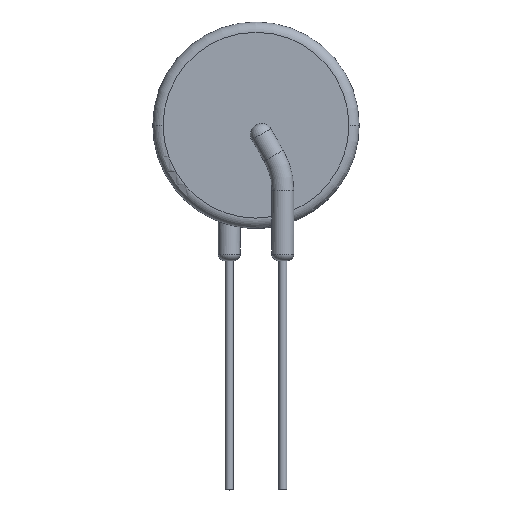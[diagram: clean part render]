
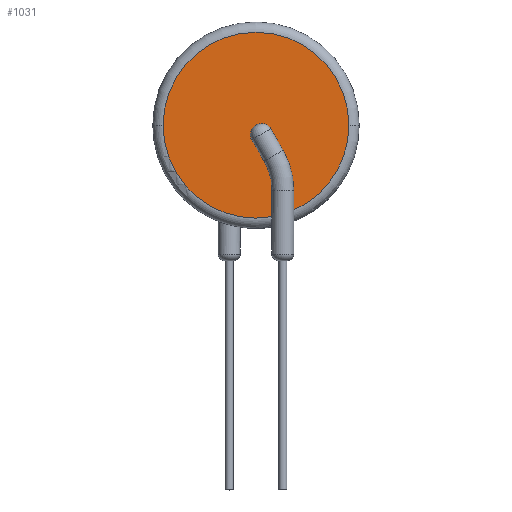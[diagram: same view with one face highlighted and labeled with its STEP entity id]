
A CAD part, top view. The second image highlights one B-rep face of the part: STEP entity #1031.
In plain terms, the highlighted planar face has unit normal (0, 0, 1).
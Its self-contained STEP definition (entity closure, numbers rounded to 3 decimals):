
#10 = ORIENTED_EDGE ( 'NONE', *, *, #367, .F. ) ;
#26 = CARTESIAN_POINT ( 'NONE',  ( 3.935, 20.709, 2. ) ) ;
#47 = ORIENTED_EDGE ( 'NONE', *, *, #1012, .F. ) ;
#58 = PLANE ( 'NONE',  #1079 ) ;
#59 = CIRCLE ( 'NONE', #908, 8.413 ) ;
#64 = CARTESIAN_POINT ( 'NONE',  ( -0.625, 22.257, 2. ) ) ;
#74 = CARTESIAN_POINT ( 'NONE',  ( -0.718, 22.439, 2. ) ) ;
#82 = CARTESIAN_POINT ( 'NONE',  ( 1.371, 24.506, 2. ) ) ;
#83 = CARTESIAN_POINT ( 'NONE',  ( 1.375, 25.144, 2. ) ) ;
#94 = ORIENTED_EDGE ( 'NONE', *, *, #813, .F. ) ;
#110 = VERTEX_POINT ( 'NONE', #333 ) ;
#122 = CARTESIAN_POINT ( 'NONE',  ( 0., 24.35, 2. ) ) ;
#155 = CARTESIAN_POINT ( 'NONE',  ( -0.086, 24.3, 2. ) ) ;
#159 = CARTESIAN_POINT ( 'NONE',  ( 0.47, 24.554, 2. ) ) ;
#167 = DIRECTION ( 'NONE',  ( 0., 0., 1. ) ) ;
#181 = VERTEX_POINT ( 'NONE', #789 ) ;
#184 = VERTEX_POINT ( 'NONE', #1030 ) ;
#188 = CIRCLE ( 'NONE', #986, 11.587 ) ;
#197 = EDGE_CURVE ( 'NONE', #489, #250, #188, .T. ) ;
#204 = EDGE_CURVE ( 'NONE', #250, #184, #527, .T. ) ;
#214 = DIRECTION ( 'NONE',  ( 1., 0., 0. ) ) ;
#217 = ORIENTED_EDGE ( 'NONE', *, *, #643, .T. ) ;
#223 = EDGE_LOOP ( 'NONE', ( #94, #1008, #10, #733, #870, #356, #47, #996, #544, #217 ) ) ;
#246 = CARTESIAN_POINT ( 'NONE',  ( -0.827, 22.935, 2. ) ) ;
#250 = VERTEX_POINT ( 'NONE', #26 ) ;
#253 = DIRECTION ( 'NONE',  ( 0., 0., 1. ) ) ;
#264 = CARTESIAN_POINT ( 'NONE',  ( 5.487, 12.016, 2. ) ) ;
#273 = VERTEX_POINT ( 'NONE', #366 ) ;
#278 = EDGE_CURVE ( 'NONE', #562, #181, #59, .T. ) ;
#300 = CARTESIAN_POINT ( 'NONE',  ( 5.487, 14.916, 2. ) ) ;
#307 = VECTOR ( 'NONE', #532, 1000. ) ;
#322 = CARTESIAN_POINT ( 'NONE',  ( 2.014, 24.016, 2. ) ) ;
#333 = CARTESIAN_POINT ( 'NONE',  ( -0.625, 22.257, 2. ) ) ;
#336 = CARTESIAN_POINT ( 'NONE',  ( 1.803, 24.237, 2. ) ) ;
#348 = VERTEX_POINT ( 'NONE', #898 ) ;
#350 = EDGE_CURVE ( 'NONE', #348, #273, #807, .T. ) ;
#356 = ORIENTED_EDGE ( 'NONE', *, *, #197, .F. ) ;
#366 = CARTESIAN_POINT ( 'NONE',  ( -13.5, 24.35, 2. ) ) ;
#367 = EDGE_CURVE ( 'NONE', #110, #562, #1002, .T. ) ;
#393 = VERTEX_POINT ( 'NONE', #1009 ) ;
#416 = CARTESIAN_POINT ( 'NONE',  ( -0.804, 22.733, 2. ) ) ;
#434 = CARTESIAN_POINT ( 'NONE',  ( -0.408, 24.049, 2. ) ) ;
#489 = VERTEX_POINT ( 'NONE', #859 ) ;
#506 = B_SPLINE_CURVE_WITH_KNOTS ( 'NONE', 3,
 ( #64, #507, #74, #1029, #416, #246, #597, #606, #512, #945, #787, #434, #868, #1020, #155, #707, #937, #1106, #159, #951, #614, #82, #956, #336, #855, #322, #688, #698 ),
 .UNSPECIFIED., .F., .F.,
 ( 4, 2, 2, 2, 2, 2, 2, 2, 2, 2, 2, 2, 2, 4 ),
 ( 0., 0., 0.001, 0.001, 0.001, 0.002, 0.002, 0.002, 0.003, 0.003, 0.004, 0.004, 0.005, 0.005 ),
 .UNSPECIFIED. ) ;
#507 = CARTESIAN_POINT ( 'NONE',  ( -0.676, 22.346, 2. ) ) ;
#512 = CARTESIAN_POINT ( 'NONE',  ( -0.791, 23.341, 2. ) ) ;
#516 = CARTESIAN_POINT ( 'NONE',  ( 1.185, 19.122, 2. ) ) ;
#517 = AXIS2_PLACEMENT_3D ( 'NONE', #1015, #568, #653 ) ;
#525 = DIRECTION ( 'NONE',  ( 1., 0., 0. ) ) ;
#527 = LINE ( 'NONE', #83, #307 ) ;
#532 = DIRECTION ( 'NONE',  ( -0.5, 0.866, 0. ) ) ;
#535 = CARTESIAN_POINT ( 'NONE',  ( 0., 24.35, 2. ) ) ;
#540 = EDGE_CURVE ( 'NONE', #580, #348, #704, .T. ) ;
#544 = ORIENTED_EDGE ( 'NONE', *, *, #350, .T. ) ;
#562 = VERTEX_POINT ( 'NONE', #516 ) ;
#563 = CARTESIAN_POINT ( 'NONE',  ( -6.1, 14.916, 2. ) ) ;
#568 = DIRECTION ( 'NONE',  ( 0., 0., 1. ) ) ;
#578 = FACE_OUTER_BOUND ( 'NONE', #223, .T. ) ;
#580 = VERTEX_POINT ( 'NONE', #264 ) ;
#595 = VECTOR ( 'NONE', #674, 1000. ) ;
#597 = CARTESIAN_POINT ( 'NONE',  ( -0.829, 23.036, 2. ) ) ;
#606 = CARTESIAN_POINT ( 'NONE',  ( -0.811, 23.239, 2. ) ) ;
#614 = CARTESIAN_POINT ( 'NONE',  ( 0.978, 24.6, 2. ) ) ;
#643 = EDGE_CURVE ( 'NONE', #273, #393, #723, .T. ) ;
#653 = DIRECTION ( 'NONE',  ( 1., 0., 0. ) ) ;
#674 = DIRECTION ( 'NONE',  ( 0.5, -0.866, 0. ) ) ;
#675 = CARTESIAN_POINT ( 'NONE',  ( 0., 24.35, 2. ) ) ;
#681 = DIRECTION ( 'NONE',  ( 0., 0., 1. ) ) ;
#688 = CARTESIAN_POINT ( 'NONE',  ( 2.074, 23.933, 2. ) ) ;
#698 = CARTESIAN_POINT ( 'NONE',  ( 2.125, 23.845, 2. ) ) ;
#704 = CIRCLE ( 'NONE', #792, 13.5 ) ;
#707 = CARTESIAN_POINT ( 'NONE',  ( 0.091, 24.403, 2. ) ) ;
#723 = CIRCLE ( 'NONE', #517, 13.5 ) ;
#729 = DIRECTION ( 'NONE',  ( 0., 0., -1. ) ) ;
#733 = ORIENTED_EDGE ( 'NONE', *, *, #915, .T. ) ;
#735 = DIRECTION ( 'NONE',  ( -1., 0., 0. ) ) ;
#744 = VECTOR ( 'NONE', #841, 1000. ) ;
#760 = AXIS2_PLACEMENT_3D ( 'NONE', #122, #681, #930 ) ;
#787 = CARTESIAN_POINT ( 'NONE',  ( -0.604, 23.816, 2. ) ) ;
#789 = CARTESIAN_POINT ( 'NONE',  ( 2.313, 14.916, 2. ) ) ;
#792 = AXIS2_PLACEMENT_3D ( 'NONE', #535, #167, #525 ) ;
#807 = CIRCLE ( 'NONE', #760, 13.5 ) ;
#813 = EDGE_CURVE ( 'NONE', #181, #393, #909, .T. ) ;
#826 = VECTOR ( 'NONE', #831, 1000. ) ;
#831 = DIRECTION ( 'NONE',  ( 0., -1., 0. ) ) ;
#841 = DIRECTION ( 'NONE',  ( 0., 1., 0. ) ) ;
#855 = CARTESIAN_POINT ( 'NONE',  ( 1.879, 24.167, 2. ) ) ;
#859 = CARTESIAN_POINT ( 'NONE',  ( 5.487, 14.916, 2. ) ) ;
#868 = CARTESIAN_POINT ( 'NONE',  ( -0.334, 24.121, 2. ) ) ;
#870 = ORIENTED_EDGE ( 'NONE', *, *, #204, .F. ) ;
#898 = CARTESIAN_POINT ( 'NONE',  ( 13.5, 24.35, 2. ) ) ;
#903 = CARTESIAN_POINT ( 'NONE',  ( 2.313, 14.916, 2. ) ) ;
#908 = AXIS2_PLACEMENT_3D ( 'NONE', #563, #729, #735 ) ;
#909 = LINE ( 'NONE', #903, #826 ) ;
#915 = EDGE_CURVE ( 'NONE', #110, #184, #506, .T. ) ;
#930 = DIRECTION ( 'NONE',  ( 1., 0., 0. ) ) ;
#934 = LINE ( 'NONE', #300, #744 ) ;
#937 = CARTESIAN_POINT ( 'NONE',  ( 0.181, 24.451, 2. ) ) ;
#945 = CARTESIAN_POINT ( 'NONE',  ( -0.703, 23.632, 2. ) ) ;
#951 = CARTESIAN_POINT ( 'NONE',  ( 0.769, 24.606, 2. ) ) ;
#956 = CARTESIAN_POINT ( 'NONE',  ( 1.559, 24.418, 2. ) ) ;
#970 = DIRECTION ( 'NONE',  ( 1., 0., 0. ) ) ;
#986 = AXIS2_PLACEMENT_3D ( 'NONE', #1037, #253, #970 ) ;
#996 = ORIENTED_EDGE ( 'NONE', *, *, #540, .T. ) ;
#1002 = LINE ( 'NONE', #1092, #595 ) ;
#1008 = ORIENTED_EDGE ( 'NONE', *, *, #278, .F. ) ;
#1009 = CARTESIAN_POINT ( 'NONE',  ( 2.313, 11.05, 2. ) ) ;
#1012 = EDGE_CURVE ( 'NONE', #580, #489, #934, .T. ) ;
#1015 = CARTESIAN_POINT ( 'NONE',  ( 0., 24.35, 2. ) ) ;
#1020 = CARTESIAN_POINT ( 'NONE',  ( -0.173, 24.247, 2. ) ) ;
#1029 = CARTESIAN_POINT ( 'NONE',  ( -0.781, 22.632, 2. ) ) ;
#1030 = CARTESIAN_POINT ( 'NONE',  ( 2.125, 23.845, 2. ) ) ;
#1031 = ADVANCED_FACE ( 'NONE', ( #578 ), #58, .T. ) ;
#1037 = CARTESIAN_POINT ( 'NONE',  ( -6.1, 14.916, 2. ) ) ;
#1079 = AXIS2_PLACEMENT_3D ( 'NONE', #675, #1088, #214 ) ;
#1088 = DIRECTION ( 'NONE',  ( 0., 0., 1. ) ) ;
#1092 = CARTESIAN_POINT ( 'NONE',  ( -1.375, 23.556, 2. ) ) ;
#1106 = CARTESIAN_POINT ( 'NONE',  ( 0.371, 24.526, 2. ) ) ;
